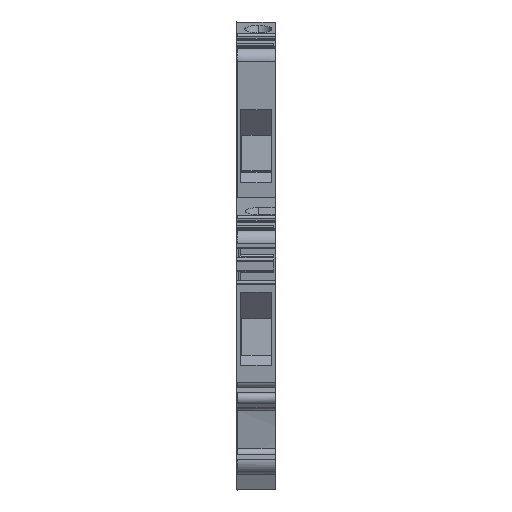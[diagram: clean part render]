
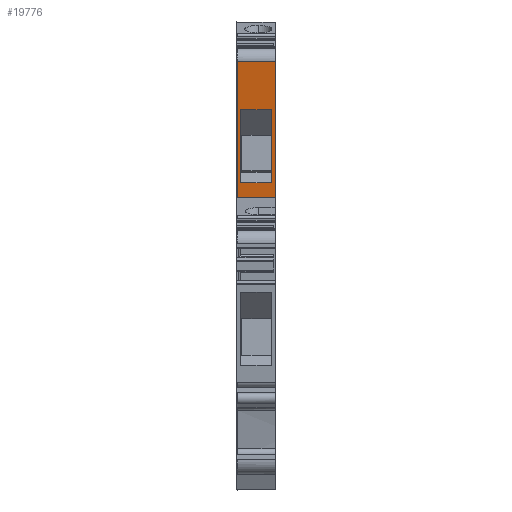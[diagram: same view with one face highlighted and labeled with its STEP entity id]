
A CAD part, front view. The second image highlights one B-rep face of the part: STEP entity #19776.
In plain terms, the highlighted planar face has unit normal (0, -0.985, -0.173).
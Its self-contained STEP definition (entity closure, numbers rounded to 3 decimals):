
#19757=AXIS2_PLACEMENT_3D('Plane Axis2P3D',#19754,#19755,#19756) ;
#13220=CARTESIAN_POINT('Vertex',(0.05,14.023,56.877)) ;
#13259=CARTESIAN_POINT('Vertex',(0.05,17.214,38.75)) ;
#13263=CARTESIAN_POINT('Control Point',(0.05,14.023,56.877)) ;
#13264=CARTESIAN_POINT('Control Point',(0.05,14.661,53.251)) ;
#13265=CARTESIAN_POINT('Control Point',(0.05,15.299,49.626)) ;
#13266=CARTESIAN_POINT('Control Point',(0.05,15.938,46.001)) ;
#13267=CARTESIAN_POINT('Control Point',(0.05,16.576,42.375)) ;
#13268=CARTESIAN_POINT('Control Point',(0.05,17.214,38.75)) ;
#13281=CARTESIAN_POINT('Vertex',(0.525,15.152,50.465)) ;
#13288=CARTESIAN_POINT('Vertex',(4.575,15.152,50.465)) ;
#13291=CARTESIAN_POINT('Line Origine',(2.55,15.152,50.465)) ;
#13307=CARTESIAN_POINT('Vertex',(4.575,16.863,40.746)) ;
#13310=CARTESIAN_POINT('Line Origine',(4.575,16.007,45.605)) ;
#13330=CARTESIAN_POINT('Vertex',(0.525,16.863,40.746)) ;
#13333=CARTESIAN_POINT('Line Origine',(2.55,16.863,40.746)) ;
#13345=CARTESIAN_POINT('Line Origine',(0.525,16.007,45.605)) ;
#14909=CARTESIAN_POINT('Vertex',(5.1,17.214,38.75)) ;
#14912=CARTESIAN_POINT('Line Origine',(2.575,17.214,38.75)) ;
#19735=CARTESIAN_POINT('Line Origine',(2.55,14.023,56.877)) ;
#19739=CARTESIAN_POINT('Vertex',(5.1,14.023,56.877)) ;
#19754=CARTESIAN_POINT('Axis2P3D Location',(0.,14.023,56.877)) ;
#19759=CARTESIAN_POINT('Line Origine',(5.1,15.618,47.813)) ;
#13292=DIRECTION('Vector Direction',(-1.,0.,0.)) ;
#13311=DIRECTION('Vector Direction',(0.,0.173,-0.985)) ;
#13334=DIRECTION('Vector Direction',(-1.,0.,0.)) ;
#13346=DIRECTION('Vector Direction',(0.,0.173,-0.985)) ;
#14913=DIRECTION('Vector Direction',(1.,0.,0.)) ;
#19736=DIRECTION('Vector Direction',(1.,0.,0.)) ;
#19755=DIRECTION('Axis2P3D Direction',(0.,-0.985,-0.173)) ;
#19756=DIRECTION('Axis2P3D XDirection',(0.,0.173,-0.985)) ;
#19760=DIRECTION('Vector Direction',(0.,0.173,-0.985)) ;
#13293=VECTOR('Line Direction',#13292,1.) ;
#13312=VECTOR('Line Direction',#13311,1.) ;
#13335=VECTOR('Line Direction',#13334,1.) ;
#13347=VECTOR('Line Direction',#13346,1.) ;
#14914=VECTOR('Line Direction',#14913,1.) ;
#19737=VECTOR('Line Direction',#19736,1.) ;
#19761=VECTOR('Line Direction',#19760,1.) ;
#19765=ORIENTED_EDGE('',*,*,#13269,.T.) ;
#19766=ORIENTED_EDGE('',*,*,#14916,.T.) ;
#19767=ORIENTED_EDGE('',*,*,#19763,.F.) ;
#19768=ORIENTED_EDGE('',*,*,#19741,.F.) ;
#19771=ORIENTED_EDGE('',*,*,#13349,.F.) ;
#19772=ORIENTED_EDGE('',*,*,#13295,.F.) ;
#19773=ORIENTED_EDGE('',*,*,#13314,.T.) ;
#19774=ORIENTED_EDGE('',*,*,#13337,.T.) ;
#19775=FACE_BOUND('',#19770,.T.) ;
#19776=ADVANCED_FACE('KLTR_WDK2-5V_ZQV',(#19769,#19775),#19758,.T.) ;
#13262=B_SPLINE_CURVE_WITH_KNOTS('',5,(#13263,#13264,#13265,#13266,#13267,#13268),.UNSPECIFIED.,.F.,.U.,(6,6),(0.,18.406),.UNSPECIFIED.) ;
#13269=EDGE_CURVE('',#13221,#13260,#13262,.T.) ;
#13295=EDGE_CURVE('',#13289,#13282,#13294,.T.) ;
#13314=EDGE_CURVE('',#13289,#13308,#13313,.T.) ;
#13337=EDGE_CURVE('',#13308,#13331,#13336,.T.) ;
#13349=EDGE_CURVE('',#13282,#13331,#13348,.T.) ;
#14916=EDGE_CURVE('',#13260,#14910,#14915,.T.) ;
#19741=EDGE_CURVE('',#13221,#19740,#19738,.T.) ;
#19763=EDGE_CURVE('',#19740,#14910,#19762,.T.) ;
#19764=EDGE_LOOP('',(#19765,#19766,#19767,#19768)) ;
#19770=EDGE_LOOP('',(#19771,#19772,#19773,#19774)) ;
#19769=FACE_OUTER_BOUND('',#19764,.T.) ;
#13294=LINE('Line',#13291,#13293) ;
#13313=LINE('Line',#13310,#13312) ;
#13336=LINE('Line',#13333,#13335) ;
#13348=LINE('Line',#13345,#13347) ;
#14915=LINE('Line',#14912,#14914) ;
#19738=LINE('Line',#19735,#19737) ;
#19762=LINE('Line',#19759,#19761) ;
#19758=PLANE('',#19757) ;
#13221=VERTEX_POINT('',#13220) ;
#13260=VERTEX_POINT('',#13259) ;
#13282=VERTEX_POINT('',#13281) ;
#13289=VERTEX_POINT('',#13288) ;
#13308=VERTEX_POINT('',#13307) ;
#13331=VERTEX_POINT('',#13330) ;
#14910=VERTEX_POINT('',#14909) ;
#19740=VERTEX_POINT('',#19739) ;
